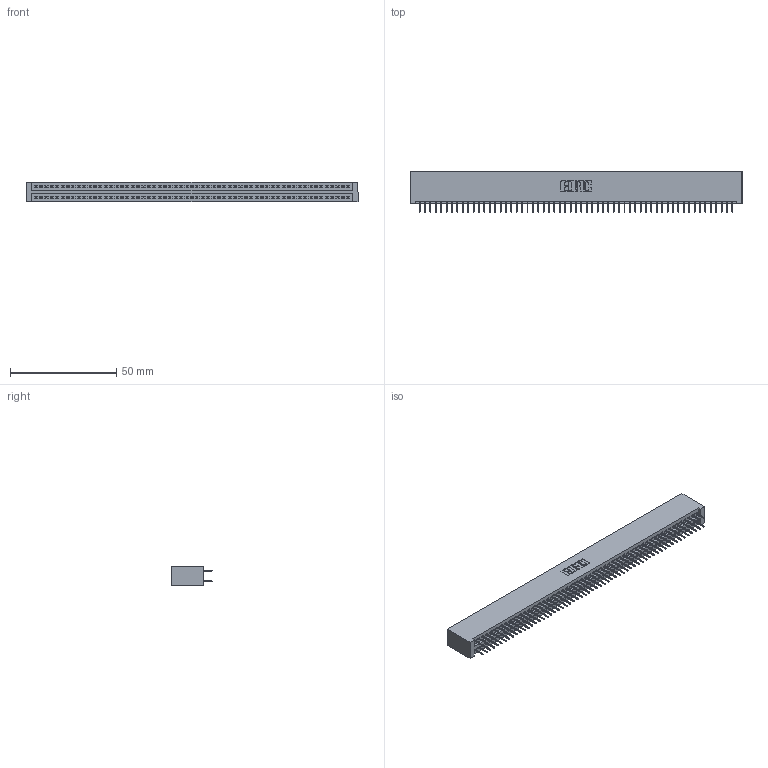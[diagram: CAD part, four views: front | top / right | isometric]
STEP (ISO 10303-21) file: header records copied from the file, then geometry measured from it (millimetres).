
FILE_DESCRIPTION (( 'STEP AP203' ), '1' );
FILE_NAME ('395-118-524-201.STEP', '2018-12-02T06:06:26', ( '' ), ( '' ), 'SwSTEP 2.0', 'SolidWorks 2016', '' );
FILE_SCHEMA (( 'CONFIG_CONTROL_DESIGN' ));
Length unit declared in the file: inch
Products named in the file (3): 345 Part_No Mounting Lugs; 395-118-524-201; 345-292-001_345-293-124
Assembly tree (119 placements, depth 2):
  395-118-524-201
    345 Part_No Mounting Lugs
    345-292-001_345-293-124  x118
Bounding box: 156.46 x 19.35 x 9.4 mm (x, y, z)
Volume: 15794.2 mm3; surface area: 23507.6 mm2
Topology: 119 solids, 119 shells, 6490 faces, 18371 edges, 11774 vertices
Faces by surface type: plane 4678, cylinder 1812
Entity records: 43801 total; most frequent: CARTESIAN_POINT 7324, ORIENTED_EDGE 7258, DIRECTION 6433, EDGE_CURVE 3629, VECTOR 3273, LINE 3273, VERTEX_POINT 2414, AXIS2_PLACEMENT_3D 1580
